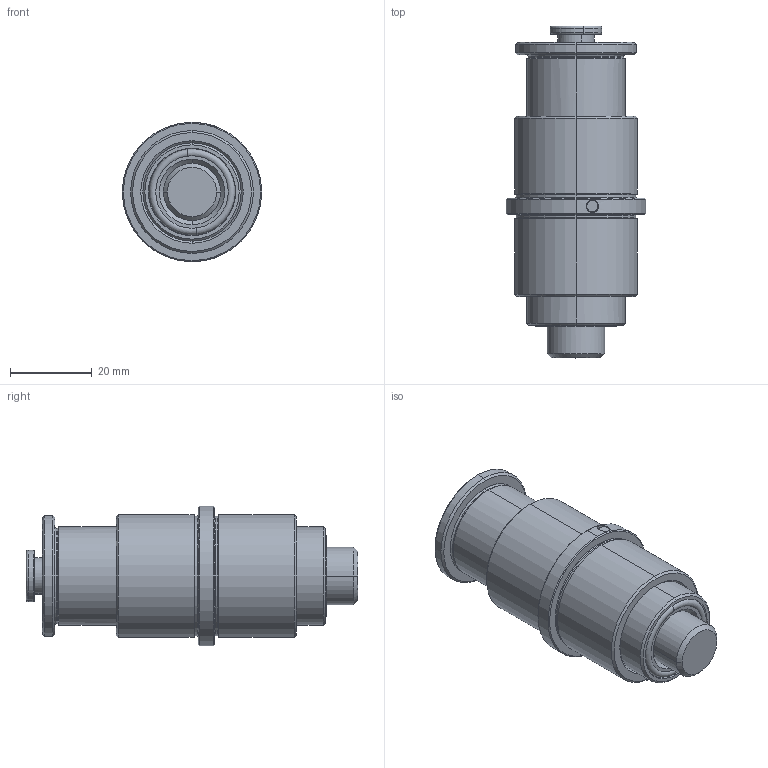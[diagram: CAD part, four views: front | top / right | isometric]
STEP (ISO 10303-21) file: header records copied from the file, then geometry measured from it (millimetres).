
FILE_DESCRIPTION (( 'STEP AP214' ), '1' );
FILE_NAME ('ae052430.stp', '2025-03-05T12:12:06', ( '' ), ( '' ), 'SwSTEP 2.0', 'SolidWorks 2021', '' );
FILE_SCHEMA (( 'AUTOMOTIVE_DESIGN' ));
Length unit declared in the file: millimetre
Products named in the file (11): 9AE052430-3; 1BOLAØ2,3; 9AE052430-1; 9AE052430; 1CASQPULS-5L_Pulsador_06; DIN6325 ﾘ3X32; Junta tórica; 1MUELLE05_Comp 7,7; 9AE052430-2; 9AE052430-4; ae052430
Assembly tree (14 placements, depth 3):
  ae052430
    1MUELLE05_Comp 7,7
    9AE052430
      9AE052430-2
      DIN6325 ﾘ3X32
      9AE052430-4
      9AE052430-3
      9AE052430-1
      Junta tórica
    1CASQPULS-5L_Pulsador_06
    1BOLAØ2,3  x5
Bounding box: 34 x 81 x 34 mm (x, y, z)
Volume: 39586.6 mm3; surface area: 25207.4 mm2
Topology: 13 solids, 13 shells, 656 faces, 1664 edges, 1020 vertices
Faces by surface type: plane 188, cylinder 144, cone 140, bspline 102, torus 72, sphere 10
Entity records: 23339 total; most frequent: CARTESIAN_POINT 7722, ORIENTED_EDGE 3258, DIRECTION 2949, EDGE_CURVE 1629, AXIS2_PLACEMENT_3D 1172, VERTEX_POINT 997, EDGE_LOOP 680, ADVANCED_FACE 648
